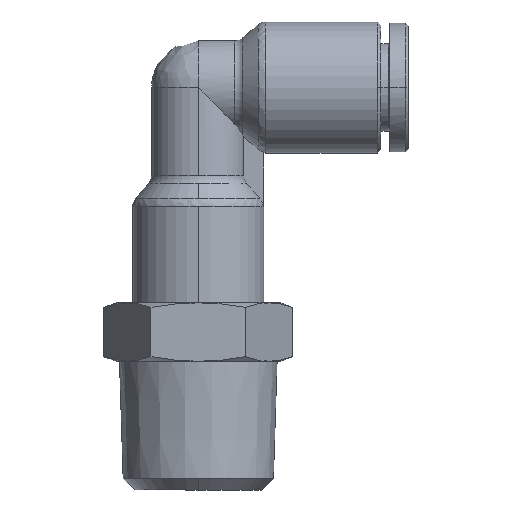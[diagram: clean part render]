
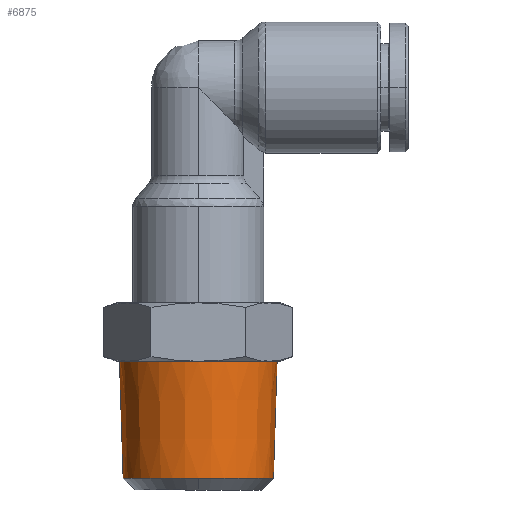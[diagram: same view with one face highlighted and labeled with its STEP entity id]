
A CAD part, front view. The second image highlights one B-rep face of the part: STEP entity #6875.
In plain terms, the highlighted conical face has half-angle 1.791 degrees and reference radius 6.734 mm.
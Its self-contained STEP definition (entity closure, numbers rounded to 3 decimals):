
#6 = LINE ( 'NONE', #2031, #1709 ) ;
#62 = ORIENTED_EDGE ( 'NONE', *, *, #10404, .F. ) ;
#365 = EDGE_CURVE ( 'NONE', #5305, #852, #8339, .T. ) ;
#683 = CIRCLE ( 'NONE', #5060, 6.734 ) ;
#722 = LINE ( 'NONE', #9376, #8493 ) ;
#852 = VERTEX_POINT ( 'NONE', #2896 ) ;
#928 = ORIENTED_EDGE ( 'NONE', *, *, #9507, .T. ) ;
#1114 = ORIENTED_EDGE ( 'NONE', *, *, #365, .T. ) ;
#1169 = FACE_OUTER_BOUND ( 'NONE', #8706, .T. ) ;
#1286 = CARTESIAN_POINT ( 'NONE',  ( -4.718, 0., 23.184 ) ) ;
#1610 = ORIENTED_EDGE ( 'NONE', *, *, #7947, .T. ) ;
#1709 = VECTOR ( 'NONE', #3724, 1000. ) ;
#2031 = CARTESIAN_POINT ( 'NONE',  ( 2.017, 0., 23.184 ) ) ;
#2615 = DIRECTION ( 'NONE',  ( -0.031, 0., -1. ) ) ;
#2633 = CONICAL_SURFACE ( 'NONE', #3618, 6.734, 0.031 ) ;
#2896 = CARTESIAN_POINT ( 'NONE',  ( -4.718, -6.422, 33.184 ) ) ;
#3038 = CARTESIAN_POINT ( 'NONE',  ( -11.452, 0., 23.184 ) ) ;
#3461 = ORIENTED_EDGE ( 'NONE', *, *, #4046, .T. ) ;
#3579 = CIRCLE ( 'NONE', #9043, 6.422 ) ;
#3618 = AXIS2_PLACEMENT_3D ( 'NONE', #9366, #4247, #5247 ) ;
#3724 = DIRECTION ( 'NONE',  ( 0.031, 0., -1. ) ) ;
#3813 = CARTESIAN_POINT ( 'NONE',  ( -4.718, 0., 33.184 ) ) ;
#4046 = EDGE_CURVE ( 'NONE', #852, #8507, #3579, .T. ) ;
#4123 = CARTESIAN_POINT ( 'NONE',  ( -4.718, 0., 33.184 ) ) ;
#4247 = DIRECTION ( 'NONE',  ( 0., 0., -1. ) ) ;
#4985 = DIRECTION ( 'NONE',  ( 0., -1., 0. ) ) ;
#5060 = AXIS2_PLACEMENT_3D ( 'NONE', #1286, #8794, #8829 ) ;
#5247 = DIRECTION ( 'NONE',  ( -1., 0., 0. ) ) ;
#5305 = VERTEX_POINT ( 'NONE', #7004 ) ;
#5899 = VERTEX_POINT ( 'NONE', #9655 ) ;
#6064 = AXIS2_PLACEMENT_3D ( 'NONE', #3813, #9592, #10489 ) ;
#6408 = VERTEX_POINT ( 'NONE', #3038 ) ;
#6875 = ADVANCED_FACE ( 'NONE', ( #1169 ), #2633, .T. ) ;
#6932 = CARTESIAN_POINT ( 'NONE',  ( -11.14, 0., 33.184 ) ) ;
#7004 = CARTESIAN_POINT ( 'NONE',  ( 1.704, 0., 33.184 ) ) ;
#7617 = DIRECTION ( 'NONE',  ( 0., 0., -1. ) ) ;
#7947 = EDGE_CURVE ( 'NONE', #8507, #6408, #722, .T. ) ;
#8339 = CIRCLE ( 'NONE', #6064, 6.422 ) ;
#8493 = VECTOR ( 'NONE', #2615, 1000. ) ;
#8507 = VERTEX_POINT ( 'NONE', #6932 ) ;
#8706 = EDGE_LOOP ( 'NONE', ( #62, #1114, #3461, #1610, #928 ) ) ;
#8794 = DIRECTION ( 'NONE',  ( 0., 0., 1. ) ) ;
#8829 = DIRECTION ( 'NONE',  ( -1., 0., 0. ) ) ;
#9043 = AXIS2_PLACEMENT_3D ( 'NONE', #4123, #7617, #4985 ) ;
#9366 = CARTESIAN_POINT ( 'NONE',  ( -4.718, 0., 23.184 ) ) ;
#9376 = CARTESIAN_POINT ( 'NONE',  ( -11.452, 0., 23.184 ) ) ;
#9507 = EDGE_CURVE ( 'NONE', #6408, #5899, #683, .T. ) ;
#9592 = DIRECTION ( 'NONE',  ( 0., 0., -1. ) ) ;
#9655 = CARTESIAN_POINT ( 'NONE',  ( 2.017, 0., 23.184 ) ) ;
#10404 = EDGE_CURVE ( 'NONE', #5305, #5899, #6, .T. ) ;
#10489 = DIRECTION ( 'NONE',  ( 0., -1., 0. ) ) ;
